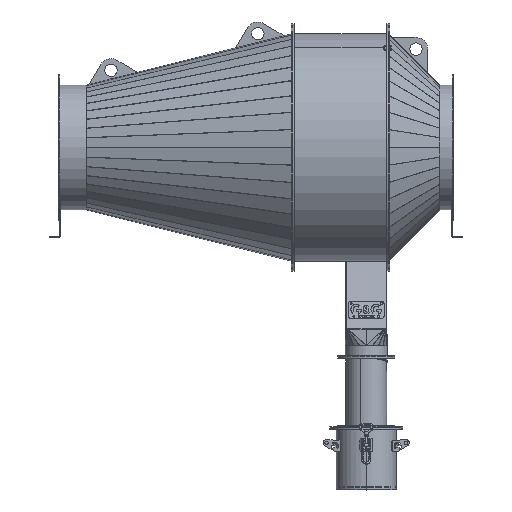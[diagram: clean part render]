
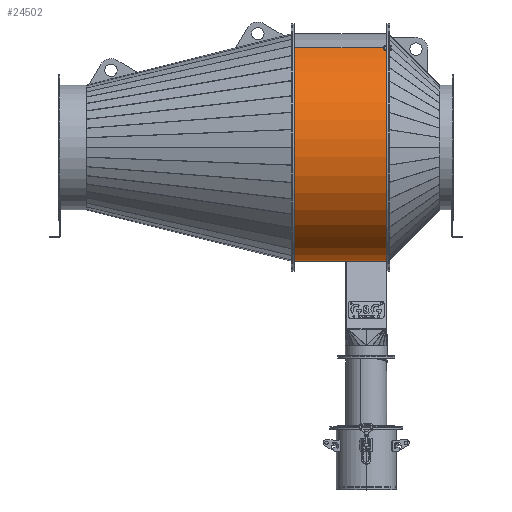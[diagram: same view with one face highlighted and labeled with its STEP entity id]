
A CAD part, top view. The second image highlights one B-rep face of the part: STEP entity #24502.
In plain terms, the highlighted cylindrical face has radius 414 mm (diameter 828 mm), a partial arc.
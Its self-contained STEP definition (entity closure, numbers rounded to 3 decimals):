
#841 = ORIENTED_EDGE ( 'NONE', *, *, #23542, .F. ) ;
#3601 = CARTESIAN_POINT ( 'NONE',  ( 0., 347., 0. ) ) ;
#6799 = DIRECTION ( 'NONE',  ( 0., 0., -1. ) ) ;
#8297 = CARTESIAN_POINT ( 'NONE',  ( 0., 0., 0. ) ) ;
#9868 = EDGE_LOOP ( 'NONE', ( #33315, #29628, #46231, #841 ) ) ;
#10800 = EDGE_CURVE ( 'NONE', #21609, #27753, #27277, .T. ) ;
#12805 = FACE_OUTER_BOUND ( 'NONE', #9868, .T. ) ;
#14457 = CARTESIAN_POINT ( 'NONE',  ( -200.093, 347., -362.434 ) ) ;
#16631 = AXIS2_PLACEMENT_3D ( 'NONE', #3601, #19491, #27539 ) ;
#18715 = CARTESIAN_POINT ( 'NONE',  ( -0.251, 347., 414. ) ) ;
#18973 = DIRECTION ( 'NONE',  ( 0., -1., 0. ) ) ;
#19491 = DIRECTION ( 'NONE',  ( 0., 1., 0. ) ) ;
#20891 = VERTEX_POINT ( 'NONE', #50730 ) ;
#21609 = VERTEX_POINT ( 'NONE', #46129 ) ;
#22470 = CIRCLE ( 'NONE', #25802, 414. ) ;
#23542 = EDGE_CURVE ( 'NONE', #35420, #21609, #29930, .T. ) ;
#24502 = ADVANCED_FACE ( 'NONE', ( #12805 ), #44534, .T. ) ;
#25802 = AXIS2_PLACEMENT_3D ( 'NONE', #8297, #31459, #28075 ) ;
#25844 = VECTOR ( 'NONE', #45913, 1000. ) ;
#27277 = LINE ( 'NONE', #18715, #36036 ) ;
#27539 = DIRECTION ( 'NONE',  ( 1., 0., 0. ) ) ;
#27753 = VERTEX_POINT ( 'NONE', #43172 ) ;
#28075 = DIRECTION ( 'NONE',  ( 1., 0., 0. ) ) ;
#28462 = EDGE_CURVE ( 'NONE', #20891, #27753, #22470, .T. ) ;
#29104 = EDGE_CURVE ( 'NONE', #20891, #35420, #38351, .T. ) ;
#29628 = ORIENTED_EDGE ( 'NONE', *, *, #28462, .T. ) ;
#29930 = CIRCLE ( 'NONE', #16631, 414. ) ;
#31459 = DIRECTION ( 'NONE',  ( 0., 1., 0. ) ) ;
#33315 = ORIENTED_EDGE ( 'NONE', *, *, #29104, .F. ) ;
#35420 = VERTEX_POINT ( 'NONE', #41254 ) ;
#35826 = AXIS2_PLACEMENT_3D ( 'NONE', #40612, #40870, #6799 ) ;
#36036 = VECTOR ( 'NONE', #18973, 1000. ) ;
#38351 = LINE ( 'NONE', #14457, #25844 ) ;
#40612 = CARTESIAN_POINT ( 'NONE',  ( 0., 347., 0. ) ) ;
#40870 = DIRECTION ( 'NONE',  ( 0., -1., 0. ) ) ;
#41254 = CARTESIAN_POINT ( 'NONE',  ( -200.093, 347., -362.434 ) ) ;
#43172 = CARTESIAN_POINT ( 'NONE',  ( -0.251, 0., 414. ) ) ;
#44534 = CYLINDRICAL_SURFACE ( 'NONE', #35826, 414. ) ;
#45913 = DIRECTION ( 'NONE',  ( 0., 1., 0. ) ) ;
#46129 = CARTESIAN_POINT ( 'NONE',  ( -0.251, 347., 414. ) ) ;
#46231 = ORIENTED_EDGE ( 'NONE', *, *, #10800, .F. ) ;
#50730 = CARTESIAN_POINT ( 'NONE',  ( -200.093, 0., -362.434 ) ) ;
